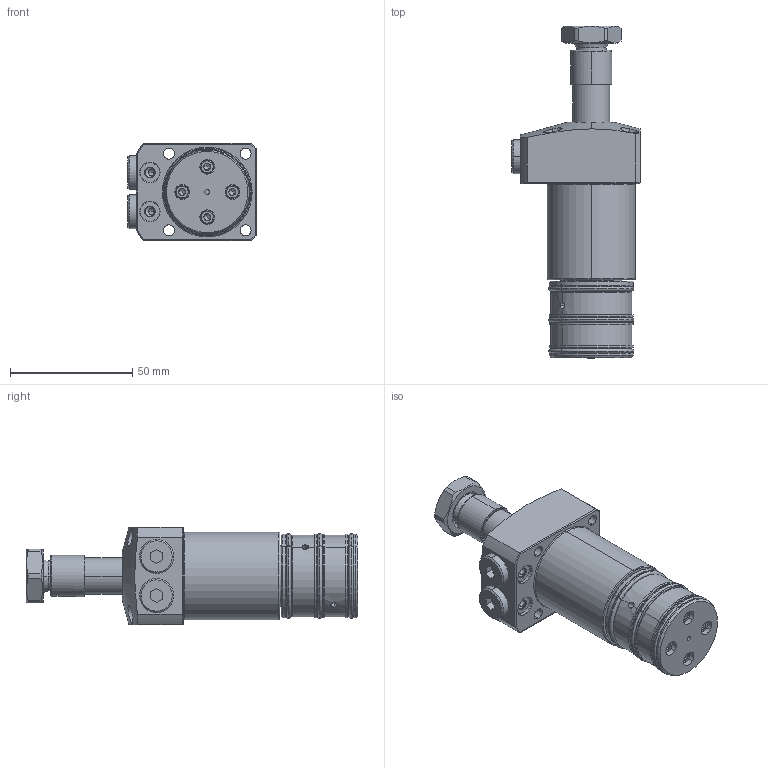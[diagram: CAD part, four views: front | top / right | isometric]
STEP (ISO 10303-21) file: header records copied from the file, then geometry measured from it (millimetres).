
FILE_DESCRIPTION (( 'STEP AP203' ), '1' );
FILE_NAME ('LHA0360-CLM.STEP', '2018-12-15T05:51:00', ( '微软用户' ), ( '微软中国' ), 'SwSTEP 2.0', 'SolidWorks 2012', '' );
FILE_SCHEMA (( 'CONFIG_CONTROL_DESIGN' ));
Length unit declared in the file: millimetre
Products named in the file (10): Gȼ__8; LHA0360-玅帡椔溹; LHA0360-簸忣諍匏_; LHA0360-CLM; 6妏寠晅无倌_M3(30); LHA0360-槭暌溛(蹬怮椔); LHA0360-咂衝椳紕_蹬怮椔); LHA0360-楓羔_D); LHA0360-D菛巍; LHA0360-ů_
Assembly tree (13 placements, depth 2):
  LHA0360-CLM
    LHA0360-槭暌溛(蹬怮椔)
    LHA0360-咂衝椳紕_蹬怮椔)
    LHA0360-D菛巍
    LHA0360-楓羔_D)
    LHA0360-ů_
    LHA0360-簸忣諍匏_
    Gȼ__8  x2
    LHA0360-玅帡椔溹
    6妏寠晅无倌_M3(30)  x4
Bounding box: 52.5 x 136 x 40 mm (x, y, z)
Volume: 119837.8 mm3; surface area: 34274.8 mm2
Topology: 16 solids, 16 shells, 516 faces, 1124 edges, 664 vertices
Faces by surface type: plane 169, cylinder 167, cone 111, torus 67, sphere 2
Entity records: 13611 total; most frequent: CARTESIAN_POINT 3053, DIRECTION 2127, ORIENTED_EDGE 1856, EDGE_CURVE 928, AXIS2_PLACEMENT_3D 905, VERTEX_POINT 571, CIRCLE 479, EDGE_LOOP 475
